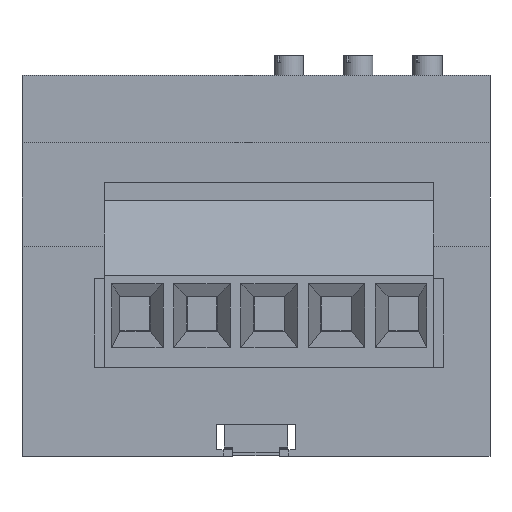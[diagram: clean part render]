
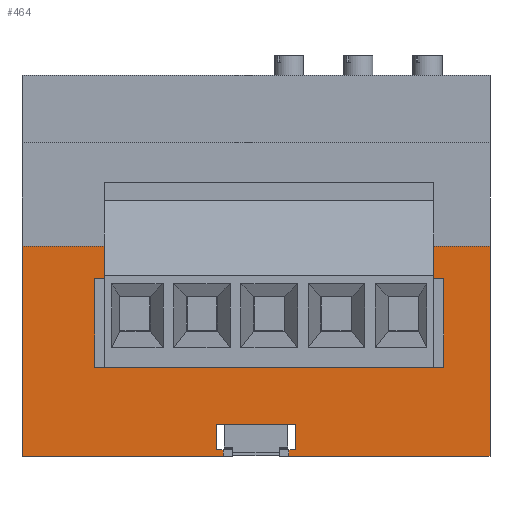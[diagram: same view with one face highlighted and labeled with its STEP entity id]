
A CAD part, front view. The second image highlights one B-rep face of the part: STEP entity #464.
In plain terms, the highlighted planar face has unit normal (0, -1, 0).
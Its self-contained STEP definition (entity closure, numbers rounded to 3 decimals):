
#464=ADVANCED_FACE('',(#5944,#5946),#5948,.T.);
#5944=FACE_BOUND('',#5945,.T.);
#5945=EDGE_LOOP('',(#10257,#10258,#10259,#10260,#10261,#10262,#10263,#10264,#10265,
#10266,#10267,#10268));
#5946=FACE_BOUND('',#5947,.T.);
#5947=EDGE_LOOP('',(#10269,#10270,#10271,#10272));
#5948=PLANE('',#5949);
#5949=AXIS2_PLACEMENT_3D('',#5950,#5951,#5952);
#5950=CARTESIAN_POINT('',(35.5,-44.6,-4.987));
#5951=DIRECTION('',(0.,-1.,0.));
#5952=DIRECTION('',(0.,0.,1.));
#10257=ORIENTED_EDGE('',*,*,#13565,.T.);
#10258=ORIENTED_EDGE('',*,*,#13566,.F.);
#10259=ORIENTED_EDGE('',*,*,#13567,.T.);
#10260=ORIENTED_EDGE('',*,*,#13568,.T.);
#10261=ORIENTED_EDGE('',*,*,#13569,.F.);
#10262=ORIENTED_EDGE('',*,*,#13570,.F.);
#10263=ORIENTED_EDGE('',*,*,#13571,.T.);
#10264=ORIENTED_EDGE('',*,*,#13572,.T.);
#10265=ORIENTED_EDGE('',*,*,#13573,.T.);
#10266=ORIENTED_EDGE('',*,*,#13574,.T.);
#10267=ORIENTED_EDGE('',*,*,#13575,.T.);
#10268=ORIENTED_EDGE('',*,*,#13576,.T.);
#10269=ORIENTED_EDGE('',*,*,#13577,.F.);
#10270=ORIENTED_EDGE('',*,*,#13504,.F.);
#10271=ORIENTED_EDGE('',*,*,#13578,.F.);
#10272=ORIENTED_EDGE('',*,*,#13579,.F.);
#13504=EDGE_CURVE('',#15263,#15264,#15265,.T.);
#13565=EDGE_CURVE('',#15359,#15360,#15361,.F.);
#13566=EDGE_CURVE('',#15362,#15360,#15363,.T.);
#13567=EDGE_CURVE('',#15362,#15364,#15365,.T.);
#13568=EDGE_CURVE('',#15364,#15366,#15367,.T.);
#13569=EDGE_CURVE('',#15368,#15366,#15369,.T.);
#13570=EDGE_CURVE('',#15370,#15368,#15371,.T.);
#13571=EDGE_CURVE('',#15370,#15372,#15373,.F.);
#13572=EDGE_CURVE('',#15372,#15374,#15375,.F.);
#13573=EDGE_CURVE('',#15374,#15376,#15377,.F.);
#13574=EDGE_CURVE('',#15376,#15378,#15379,.F.);
#13575=EDGE_CURVE('',#15378,#15380,#15381,.F.);
#13576=EDGE_CURVE('',#15380,#15359,#15382,.F.);
#13577=EDGE_CURVE('',#15264,#15383,#15384,.T.);
#13578=EDGE_CURVE('',#15385,#15263,#15386,.T.);
#13579=EDGE_CURVE('',#15383,#15385,#15387,.T.);
#15263=VERTEX_POINT('',#18244);
#15264=VERTEX_POINT('',#18245);
#15265=LINE('',#18246,#18247);
#15359=VERTEX_POINT('',#18467);
#15360=VERTEX_POINT('',#18468);
#15361=LINE('',#18469,#18470);
#15362=VERTEX_POINT('',#18472);
#15363=LINE('',#18473,#18474);
#15364=VERTEX_POINT('',#18476);
#15365=LINE('',#18477,#18478);
#15366=VERTEX_POINT('',#18480);
#15367=LINE('',#18481,#18482);
#15368=VERTEX_POINT('',#18484);
#15369=LINE('',#18485,#18486);
#15370=VERTEX_POINT('',#18488);
#15371=LINE('',#18489,#18490);
#15372=VERTEX_POINT('',#18492);
#15373=LINE('',#18493,#18494);
#15374=VERTEX_POINT('',#18496);
#15375=LINE('',#18497,#18498);
#15376=VERTEX_POINT('',#18500);
#15377=LINE('',#18501,#18502);
#15378=VERTEX_POINT('',#18504);
#15379=LINE('',#18505,#18506);
#15380=VERTEX_POINT('',#18508);
#15381=LINE('',#18509,#18510);
#15382=LINE('',#18512,#18513);
#15383=VERTEX_POINT('',#18515);
#15384=LINE('',#18516,#18517);
#15385=VERTEX_POINT('',#18519);
#15386=LINE('',#18520,#18521);
#15387=LINE('',#18523,#18524);
#18244=CARTESIAN_POINT('',(-24.5,-44.6,8.513));
#18245=CARTESIAN_POINT('',(28.5,-44.6,8.513));
#18246=CARTESIAN_POINT('',(-24.5,-44.6,8.513));
#18247=VECTOR('',#18248,1.);
#18248=DIRECTION('',(1.,0.,0.));
#18467=CARTESIAN_POINT('',(5.,-44.6,-3.987));
#18468=CARTESIAN_POINT('',(5.,-44.6,-4.987));
#18469=CARTESIAN_POINT('',(5.,-44.6,-4.987));
#18470=VECTOR('',#18471,1.);
#18471=DIRECTION('',(0.,0.,1.));
#18472=CARTESIAN_POINT('',(35.5,-44.6,-4.987));
#18473=CARTESIAN_POINT('',(35.5,-44.6,-4.987));
#18474=VECTOR('',#18475,1.);
#18475=DIRECTION('',(-1.,0.,0.));
#18476=CARTESIAN_POINT('',(35.5,-44.6,26.878));
#18477=CARTESIAN_POINT('',(35.5,-44.6,-4.987));
#18478=VECTOR('',#18479,1.);
#18479=DIRECTION('',(0.,0.,1.));
#18480=CARTESIAN_POINT('',(-35.5,-44.6,26.878));
#18481=CARTESIAN_POINT('',(35.5,-44.6,26.878));
#18482=VECTOR('',#18483,1.);
#18483=DIRECTION('',(-1.,0.,0.));
#18484=CARTESIAN_POINT('',(-35.5,-44.6,-4.987));
#18485=CARTESIAN_POINT('',(-35.5,-44.6,-4.987));
#18486=VECTOR('',#18487,1.);
#18487=DIRECTION('',(0.,0.,1.));
#18488=CARTESIAN_POINT('',(-5.,-44.6,-4.987));
#18489=CARTESIAN_POINT('',(-5.,-44.6,-4.987));
#18490=VECTOR('',#18491,1.);
#18491=DIRECTION('',(-1.,0.,0.));
#18492=CARTESIAN_POINT('',(-5.,-44.6,-3.987));
#18493=CARTESIAN_POINT('',(-5.,-44.6,-3.987));
#18494=VECTOR('',#18495,1.);
#18495=DIRECTION('',(0.,0.,-1.));
#18496=CARTESIAN_POINT('',(-6.,-44.6,-3.987));
#18497=CARTESIAN_POINT('',(-6.,-44.6,-3.987));
#18498=VECTOR('',#18499,1.);
#18499=DIRECTION('',(1.,0.,0.));
#18500=CARTESIAN_POINT('',(-6.,-44.6,-0.087));
#18501=CARTESIAN_POINT('',(-6.,-44.6,-0.087));
#18502=VECTOR('',#18503,1.);
#18503=DIRECTION('',(0.,0.,-1.));
#18504=CARTESIAN_POINT('',(6.,-44.6,-0.087));
#18505=CARTESIAN_POINT('',(6.,-44.6,-0.087));
#18506=VECTOR('',#18507,1.);
#18507=DIRECTION('',(-1.,0.,0.));
#18508=CARTESIAN_POINT('',(6.,-44.6,-3.987));
#18509=CARTESIAN_POINT('',(6.,-44.6,-3.987));
#18510=VECTOR('',#18511,1.);
#18511=DIRECTION('',(0.,0.,1.));
#18512=CARTESIAN_POINT('',(5.,-44.6,-3.987));
#18513=VECTOR('',#18514,1.);
#18514=DIRECTION('',(1.,0.,0.));
#18515=CARTESIAN_POINT('',(28.5,-44.6,22.013));
#18516=CARTESIAN_POINT('',(28.5,-44.6,8.513));
#18517=VECTOR('',#18518,1.);
#18518=DIRECTION('',(0.,0.,1.));
#18519=CARTESIAN_POINT('',(-24.5,-44.6,22.013));
#18520=CARTESIAN_POINT('',(-24.5,-44.6,22.013));
#18521=VECTOR('',#18522,1.);
#18522=DIRECTION('',(0.,0.,-1.));
#18523=CARTESIAN_POINT('',(28.5,-44.6,22.013));
#18524=VECTOR('',#18525,1.);
#18525=DIRECTION('',(-1.,0.,0.));
